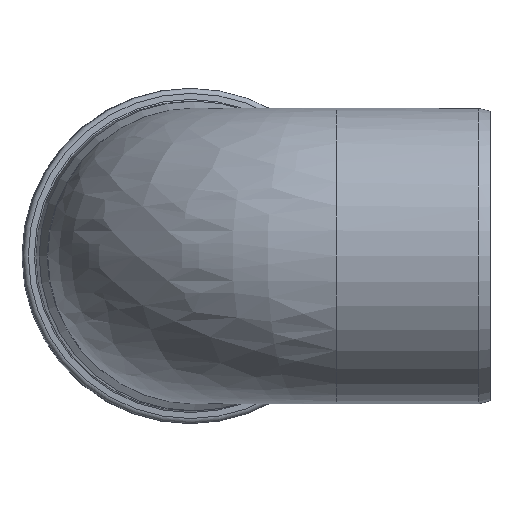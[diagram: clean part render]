
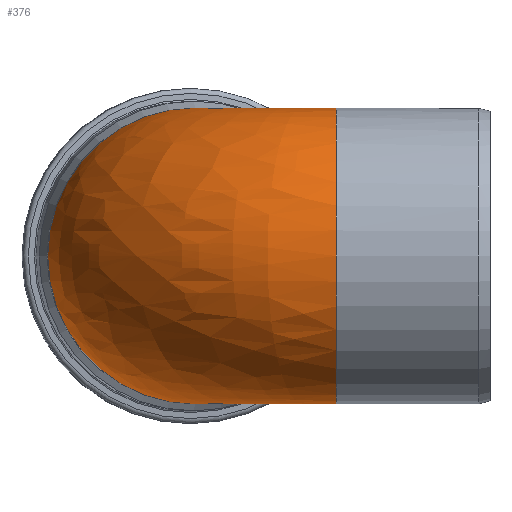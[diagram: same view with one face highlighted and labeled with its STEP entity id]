
A CAD part, left-side view. The second image highlights one B-rep face of the part: STEP entity #376.
In plain terms, the highlighted free-form (B-spline) face has degree [2, 2] with [9, 3] control points.
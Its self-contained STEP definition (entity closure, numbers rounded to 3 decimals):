
#41=(
BOUNDED_SURFACE()
B_SPLINE_SURFACE(2,2,((#694,#695,#696),(#697,#698,#699),(#700,#701,#702),
(#703,#704,#705),(#706,#707,#708),(#709,#710,#711),(#712,#713,#714),(#715,
#716,#717),(#718,#719,#720)),.UNSPECIFIED.,.F.,.F.,.F.)
B_SPLINE_SURFACE_WITH_KNOTS((3,2,2,2,3),(3,3),(-2.778,-1.389,
0.,1.389,2.778),(0.,
1.527),.UNSPECIFIED.)
GEOMETRIC_REPRESENTATION_ITEM()
RATIONAL_B_SPLINE_SURFACE(((1.,0.722,1.),(0.768,
0.555,0.768),(1.,0.722,1.),(0.768,
0.555,0.768),(1.,0.722,1.),(0.768,
0.555,0.768),(1.,0.722,1.),(0.768,
0.555,0.768),(1.,0.722,1.)))
REPRESENTATION_ITEM('')
SURFACE()
);
#44=B_SPLINE_CURVE_WITH_KNOTS('',3,(#658,#659,#660,#661,#662,#663,#664,
#665,#666,#667,#668,#669,#670,#671,#672,#673),.UNSPECIFIED.,.F.,.F.,(4,
3,3,3,3,4),(-0.001,0.059,0.116,
0.121,0.164,0.212),.UNSPECIFIED.);
#45=B_SPLINE_CURVE_WITH_KNOTS('',3,(#677,#678,#679,#680,#681,#682,#683,
#684,#685,#686,#687,#688,#689,#690,#691,#692),.UNSPECIFIED.,.F.,.F.,(4,
3,3,3,3,4),(-0.001,0.048,0.091,
0.095,0.153,0.212),.UNSPECIFIED.);
#82=FACE_OUTER_BOUND('',#118,.T.);
#118=EDGE_LOOP('',(#297,#298,#299,#300));
#185=CIRCLE('',#416,80.);
#186=CIRCLE('',#417,80.);
#219=VERTEX_POINT('',#656);
#220=VERTEX_POINT('',#657);
#221=VERTEX_POINT('',#674);
#222=VERTEX_POINT('',#676);
#255=EDGE_CURVE('',#219,#220,#44,.T.);
#257=EDGE_CURVE('',#222,#221,#45,.T.);
#259=EDGE_CURVE('',#221,#219,#185,.T.);
#260=EDGE_CURVE('',#222,#220,#186,.T.);
#297=ORIENTED_EDGE('',*,*,#257,.T.);
#298=ORIENTED_EDGE('',*,*,#259,.T.);
#299=ORIENTED_EDGE('',*,*,#255,.T.);
#300=ORIENTED_EDGE('',*,*,#260,.F.);
#376=ADVANCED_FACE('',(#82),#41,.F.);
#416=AXIS2_PLACEMENT_3D('',#721,#492,#493);
#417=AXIS2_PLACEMENT_3D('',#722,#494,#495);
#492=DIRECTION('center_axis',(0.,1.,0.));
#493=DIRECTION('ref_axis',(1.,0.,0.));
#494=DIRECTION('center_axis',(0.999,0.044,0.));
#495=DIRECTION('ref_axis',(0.044,-0.999,0.));
#656=CARTESIAN_POINT('',(74.748,83.102,28.507));
#657=CARTESIAN_POINT('',(76.089,84.502,28.507));
#658=CARTESIAN_POINT('Ctrl Pts',(74.748,83.102,28.507));
#659=CARTESIAN_POINT('Ctrl Pts',(74.76,83.297,28.477));
#660=CARTESIAN_POINT('Ctrl Pts',(74.811,83.489,28.455));
#661=CARTESIAN_POINT('Ctrl Pts',(74.897,83.666,28.44));
#662=CARTESIAN_POINT('Ctrl Pts',(74.98,83.837,28.426));
#663=CARTESIAN_POINT('Ctrl Pts',(75.094,83.991,28.42));
#664=CARTESIAN_POINT('Ctrl Pts',(75.234,84.12,28.423));
#665=CARTESIAN_POINT('Ctrl Pts',(75.246,84.131,28.423));
#666=CARTESIAN_POINT('Ctrl Pts',(75.258,84.142,28.423));
#667=CARTESIAN_POINT('Ctrl Pts',(75.27,84.152,28.424));
#668=CARTESIAN_POINT('Ctrl Pts',(75.378,84.244,28.427));
#669=CARTESIAN_POINT('Ctrl Pts',(75.498,84.32,28.436));
#670=CARTESIAN_POINT('Ctrl Pts',(75.628,84.378,28.448));
#671=CARTESIAN_POINT('Ctrl Pts',(75.774,84.444,28.463));
#672=CARTESIAN_POINT('Ctrl Pts',(75.93,84.486,28.483));
#673=CARTESIAN_POINT('Ctrl Pts',(76.089,84.502,28.507));
#674=CARTESIAN_POINT('',(74.748,83.102,-28.507));
#676=CARTESIAN_POINT('',(76.089,84.502,-28.507));
#677=CARTESIAN_POINT('Ctrl Pts',(76.089,84.502,-28.507));
#678=CARTESIAN_POINT('Ctrl Pts',(75.93,84.486,-28.483));
#679=CARTESIAN_POINT('Ctrl Pts',(75.774,84.444,-28.463));
#680=CARTESIAN_POINT('Ctrl Pts',(75.628,84.378,-28.448));
#681=CARTESIAN_POINT('Ctrl Pts',(75.498,84.32,-28.436));
#682=CARTESIAN_POINT('Ctrl Pts',(75.378,84.244,-28.427));
#683=CARTESIAN_POINT('Ctrl Pts',(75.27,84.152,-28.424));
#684=CARTESIAN_POINT('Ctrl Pts',(75.258,84.142,-28.423));
#685=CARTESIAN_POINT('Ctrl Pts',(75.246,84.131,-28.423));
#686=CARTESIAN_POINT('Ctrl Pts',(75.234,84.12,-28.423));
#687=CARTESIAN_POINT('Ctrl Pts',(75.094,83.991,-28.42));
#688=CARTESIAN_POINT('Ctrl Pts',(74.98,83.837,-28.426));
#689=CARTESIAN_POINT('Ctrl Pts',(74.897,83.666,-28.44));
#690=CARTESIAN_POINT('Ctrl Pts',(74.811,83.489,-28.455));
#691=CARTESIAN_POINT('Ctrl Pts',(74.76,83.297,-28.477));
#692=CARTESIAN_POINT('Ctrl Pts',(74.748,83.102,-28.507));
#694=CARTESIAN_POINT('Ctrl Pts',(74.782,83.102,28.42));
#695=CARTESIAN_POINT('Ctrl Pts',(74.782,84.412,28.42));
#696=CARTESIAN_POINT('Ctrl Pts',(76.09,84.469,28.42));
#697=CARTESIAN_POINT('Ctrl Pts',(51.105,83.102,90.721));
#698=CARTESIAN_POINT('Ctrl Pts',(51.105,107.077,90.721));
#699=CARTESIAN_POINT('Ctrl Pts',(75.058,108.123,90.721));
#700=CARTESIAN_POINT('Ctrl Pts',(-14.447,83.102,78.685));
#701=CARTESIAN_POINT('Ctrl Pts',(-14.447,169.83,78.685));
#702=CARTESIAN_POINT('Ctrl Pts',(72.198,173.613,78.685));
#703=CARTESIAN_POINT('Ctrl Pts',(-80.,83.102,66.648));
#704=CARTESIAN_POINT('Ctrl Pts',(-80.,232.583,66.648));
#705=CARTESIAN_POINT('Ctrl Pts',(69.339,239.104,66.648));
#706=CARTESIAN_POINT('Ctrl Pts',(-80.,83.102,0.));
#707=CARTESIAN_POINT('Ctrl Pts',(-80.,232.583,0.));
#708=CARTESIAN_POINT('Ctrl Pts',(69.339,239.104,0.));
#709=CARTESIAN_POINT('Ctrl Pts',(-80.,83.102,-66.648));
#710=CARTESIAN_POINT('Ctrl Pts',(-80.,232.583,-66.648));
#711=CARTESIAN_POINT('Ctrl Pts',(69.339,239.104,-66.648));
#712=CARTESIAN_POINT('Ctrl Pts',(-14.447,83.102,-78.685));
#713=CARTESIAN_POINT('Ctrl Pts',(-14.447,169.83,-78.685));
#714=CARTESIAN_POINT('Ctrl Pts',(72.198,173.613,-78.685));
#715=CARTESIAN_POINT('Ctrl Pts',(51.105,83.102,-90.721));
#716=CARTESIAN_POINT('Ctrl Pts',(51.105,107.077,-90.721));
#717=CARTESIAN_POINT('Ctrl Pts',(75.058,108.123,-90.721));
#718=CARTESIAN_POINT('Ctrl Pts',(74.782,83.102,-28.42));
#719=CARTESIAN_POINT('Ctrl Pts',(74.782,84.412,-28.42));
#720=CARTESIAN_POINT('Ctrl Pts',(76.09,84.469,-28.42));
#721=CARTESIAN_POINT('Origin',(0.,83.102,0.));
#722=CARTESIAN_POINT('Origin',(72.828,159.18,0.));
